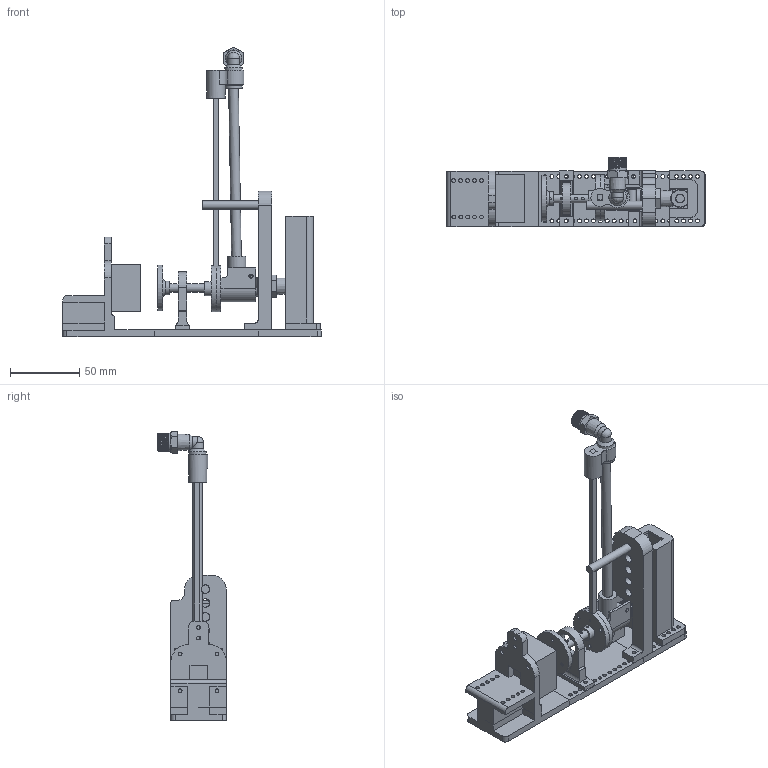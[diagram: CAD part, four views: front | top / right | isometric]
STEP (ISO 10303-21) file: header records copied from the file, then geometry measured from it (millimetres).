
FILE_DESCRIPTION(/* description */ (''),/* implementation_level */ '2;1');
FILE_NAME(/* name */ 'Device Fitting.step',/* time_stamp */ '2023-07-30T19:08:27+08:00',/* author */ (''),/* organization */ (''),/* preprocessor_version */ 'ST-DEVELOPER v19.2',/* originating_system */ 'Autodesk Translation Framework v11.17.0.187',/* authorisation */ '');
FILE_SCHEMA (('AUTOMOTIVE_DESIGN { 1 0 10303 214 3 1 1 }'));
Length unit declared in the file: millimetre
Products named in the file (17): Device Fitting; Device Fitting Sample v1; Fitting; testing; Clutch Connector; Bearing Base; Swing Arm(left); Swing Arm(right); Pole; Rotatable Connector Base; Orbit; Impact Stick Base; Impact Stick; Jet Base(90 degree); Thred elbo male; M7 connector; Pipe
Assembly tree (17 placements, depth 3):
  Device Fitting
    Device Fitting Sample v1
      Fitting
      testing
    Clutch Connector
    Bearing Base
    Swing Arm(left)
    Swing Arm(right)
    Pole
    Rotatable Connector Base
    Orbit
    Impact Stick Base
    Impact Stick
    Thred elbo male  x2
    Jet Base(90 degree)
    M7 connector
    Pipe
Bounding box: 186.36 x 49.51 x 208.97 mm (x, y, z)
Volume: 187687.9 mm3; surface area: 87737.4 mm2
Topology: 20 solids, 21 shells, 500 faces, 1301 edges, 855 vertices
Faces by surface type: plane 234, cylinder 216, cone 23, bspline 17, torus 8, sphere 2
Full cylindrical faces by diameter (mm): 1.5 x4, 1.6 x2, 1.7 x4, 2 x7, 2.5 x3, 2.7 x76, 2.8 x1, 3 x2, 3.4 x5, 6 x7, 6.1 x5, 6.2 x3, 6.5 x2, 7 x3, 8.5 x2, 8.6 x2, 9.8 x2, 10 x2, 10.8 x2, 11.8 x2, 13 x25, 17.1 x1, 33 x3
Entity records: 18610 total; most frequent: CARTESIAN_POINT 6611, DIRECTION 2353, ORIENTED_EDGE 2322, EDGE_CURVE 1161, AXIS2_PLACEMENT_3D 847, VERTEX_POINT 767, EDGE_LOOP 680, LINE 659
